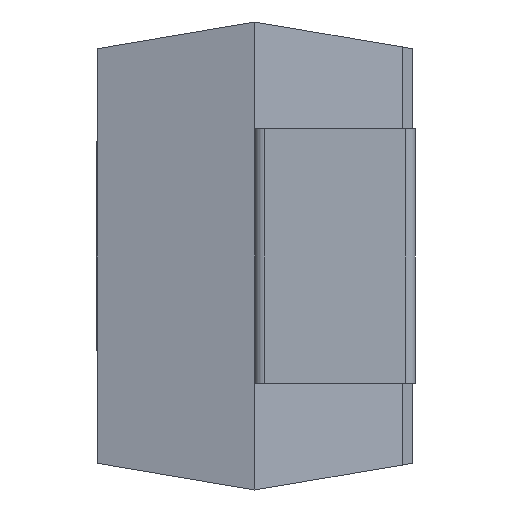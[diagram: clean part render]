
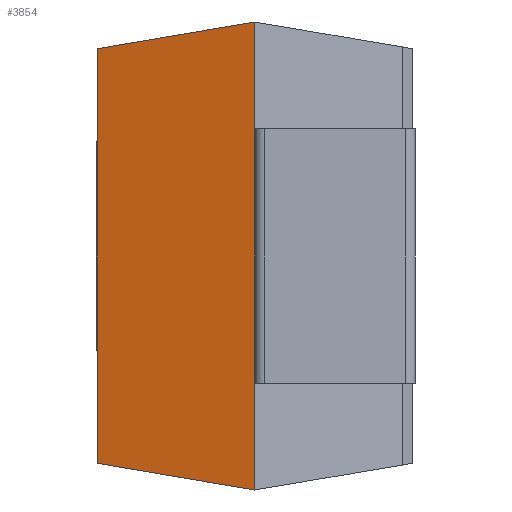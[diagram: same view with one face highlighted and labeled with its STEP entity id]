
A CAD part, left-side view. The second image highlights one B-rep face of the part: STEP entity #3854.
In plain terms, the highlighted planar face has unit normal (-0.974, 0.229, 0).
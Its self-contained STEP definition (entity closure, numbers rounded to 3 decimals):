
#84 = CARTESIAN_POINT ( 'NONE',  ( 0., 1.55, -4.6 ) ) ;
#89 = CARTESIAN_POINT ( 'NONE',  ( 0., 1.55, -4.6 ) ) ;
#199 = LINE ( 'NONE', #2938, #662 ) ;
#236 = CARTESIAN_POINT ( 'NONE',  ( 0.364, 3.1, -4.337 ) ) ;
#254 = ORIENTED_EDGE ( 'NONE', *, *, #381, .T. ) ;
#293 = VERTEX_POINT ( 'NONE', #3738 ) ;
#370 = VERTEX_POINT ( 'NONE', #236 ) ;
#381 = EDGE_CURVE ( 'NONE', #370, #3071, #3262, .T. ) ;
#577 = LINE ( 'NONE', #2080, #3785 ) ;
#662 = VECTOR ( 'NONE', #817, 1000. ) ;
#698 = DIRECTION ( 'NONE',  ( 0., 0., 1. ) ) ;
#755 = EDGE_CURVE ( 'NONE', #2208, #1530, #3568, .T. ) ;
#759 = FACE_OUTER_BOUND ( 'NONE', #2786, .T. ) ;
#780 = ORIENTED_EDGE ( 'NONE', *, *, #2318, .T. ) ;
#809 = VECTOR ( 'NONE', #3265, 1000. ) ;
#817 = DIRECTION ( 'NONE',  ( 0., 0., 1. ) ) ;
#960 = VECTOR ( 'NONE', #698, 1000. ) ;
#1278 = CARTESIAN_POINT ( 'NONE',  ( 0., 1.55, -4.6 ) ) ;
#1396 = DIRECTION ( 'NONE',  ( -0.974, 0.229, 0. ) ) ;
#1426 = CARTESIAN_POINT ( 'NONE',  ( 0., 1.55, -3.55 ) ) ;
#1433 = CARTESIAN_POINT ( 'NONE',  ( -0.336, 0.12, -4.842 ) ) ;
#1530 = VERTEX_POINT ( 'NONE', #3656 ) ;
#1558 = VECTOR ( 'NONE', #2639, 1000. ) ;
#1597 = LINE ( 'NONE', #84, #960 ) ;
#1613 = PLANE ( 'NONE',  #2297 ) ;
#1644 = DIRECTION ( 'NONE',  ( 0., 0., 1. ) ) ;
#1970 = EDGE_CURVE ( 'NONE', #293, #1530, #3369, .T. ) ;
#2080 = CARTESIAN_POINT ( 'NONE',  ( 0., 1.55, -4.6 ) ) ;
#2208 = VERTEX_POINT ( 'NONE', #2745 ) ;
#2297 = AXIS2_PLACEMENT_3D ( 'NONE', #3766, #1396, #3221 ) ;
#2318 = EDGE_CURVE ( 'NONE', #3526, #293, #1597, .T. ) ;
#2337 = ORIENTED_EDGE ( 'NONE', *, *, #1970, .T. ) ;
#2440 = ORIENTED_EDGE ( 'NONE', *, *, #755, .F. ) ;
#2639 = DIRECTION ( 'NONE',  ( -0.226, -0.961, -0.163 ) ) ;
#2716 = EDGE_CURVE ( 'NONE', #370, #2208, #199, .T. ) ;
#2725 = ORIENTED_EDGE ( 'NONE', *, *, #3332, .T. ) ;
#2745 = CARTESIAN_POINT ( 'NONE',  ( 0.364, 3.1, -0.263 ) ) ;
#2786 = EDGE_LOOP ( 'NONE', ( #3689, #254, #2725, #780, #2337, #2440 ) ) ;
#2862 = VECTOR ( 'NONE', #1644, 1000. ) ;
#2938 = CARTESIAN_POINT ( 'NONE',  ( 0.364, 3.1, -4.6 ) ) ;
#3071 = VERTEX_POINT ( 'NONE', #1278 ) ;
#3221 = DIRECTION ( 'NONE',  ( -0.229, -0.974, 0. ) ) ;
#3262 = LINE ( 'NONE', #1433, #1558 ) ;
#3265 = DIRECTION ( 'NONE',  ( -0.226, -0.961, 0.163 ) ) ;
#3275 = DIRECTION ( 'NONE',  ( 0., 0., 1. ) ) ;
#3332 = EDGE_CURVE ( 'NONE', #3071, #3526, #577, .T. ) ;
#3369 = LINE ( 'NONE', #89, #2862 ) ;
#3526 = VERTEX_POINT ( 'NONE', #1426 ) ;
#3568 = LINE ( 'NONE', #3839, #809 ) ;
#3656 = CARTESIAN_POINT ( 'NONE',  ( 0., 1.55, 0. ) ) ;
#3689 = ORIENTED_EDGE ( 'NONE', *, *, #2716, .F. ) ;
#3738 = CARTESIAN_POINT ( 'NONE',  ( 0., 1.55, -1.05 ) ) ;
#3766 = CARTESIAN_POINT ( 'NONE',  ( -0.345, 0.081, -4.6 ) ) ;
#3785 = VECTOR ( 'NONE', #3275, 1000. ) ;
#3839 = CARTESIAN_POINT ( 'NONE',  ( -0.167, 0.839, 0.12 ) ) ;
#3854 = ADVANCED_FACE ( 'NONE', ( #759 ), #1613, .T. ) ;
